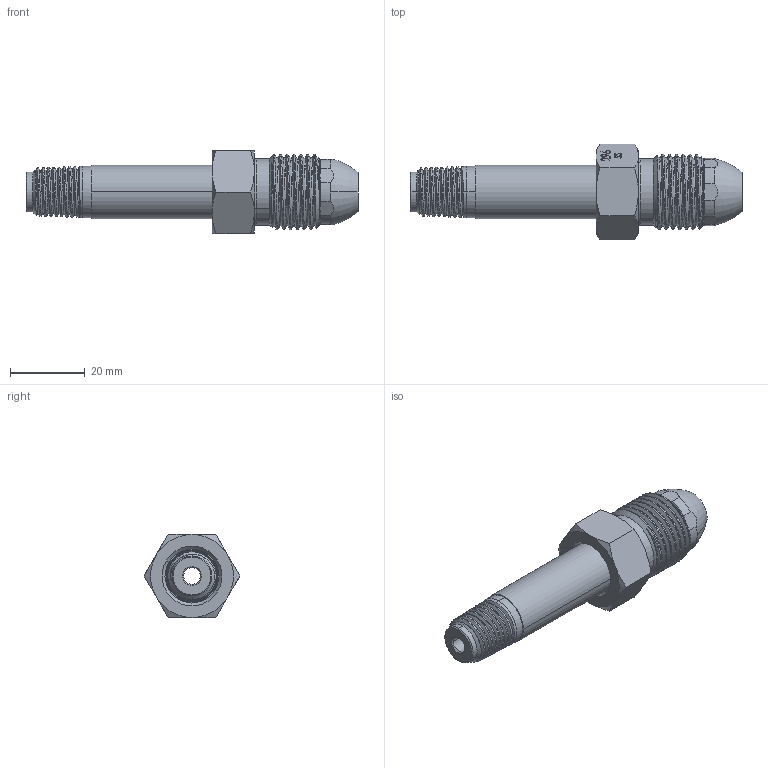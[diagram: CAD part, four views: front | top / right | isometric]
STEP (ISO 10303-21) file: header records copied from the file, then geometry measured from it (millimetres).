
FILE_DESCRIPTION (( 'STEP AP203' ), '1' );
FILE_NAME ('INL-296SS-4M-56.STEP', '2025-08-28T15:13:08', ( '' ), ( '' ), 'SwSTEP 2.0', 'SolidWorks 2018', '' );
FILE_SCHEMA (( 'CONFIG_CONTROL_DESIGN' ));
Length unit declared in the file: inch
Products named in the file (3): PRT-000897; INL-296SS-4M-56; PRT-000132
Assembly tree (2 placements, depth 2):
  INL-296SS-4M-56
    PRT-000132
    PRT-000897
Bounding box: 88.9 x 25.66 x 22.23 mm (x, y, z)
Volume: 17486.3 mm3; surface area: 9860.6 mm2
Topology: 2 solids, 2 shells, 122 faces, 358 edges, 250 vertices
Faces by surface type: cone 50, cylinder 32, plane 26, torus 8, bspline 6
Entity records: 14261 total; most frequent: CARTESIAN_POINT 10936, ORIENTED_EDGE 716, DIRECTION 517, EDGE_CURVE 358, VERTEX_POINT 250, AXIS2_PLACEMENT_3D 210, B_SPLINE_CURVE_WITH_KNOTS 172, EDGE_LOOP 136
